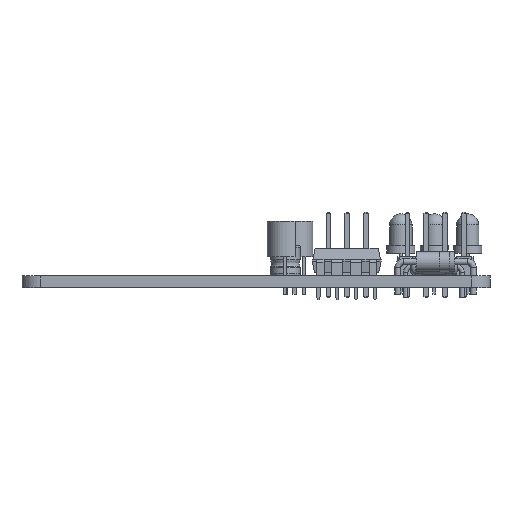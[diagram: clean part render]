
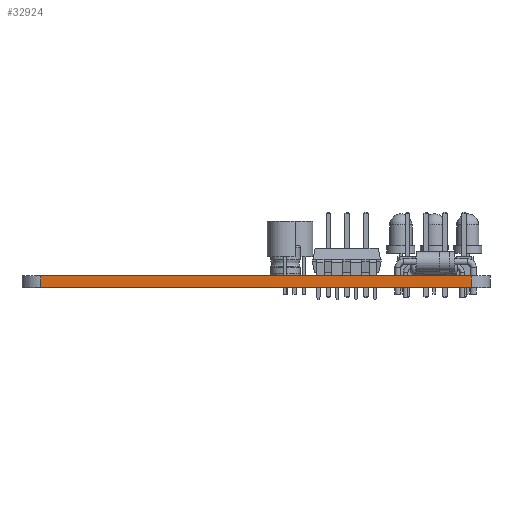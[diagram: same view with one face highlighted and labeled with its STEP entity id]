
A CAD part, left-side view. The second image highlights one B-rep face of the part: STEP entity #32924.
In plain terms, the highlighted planar face has unit normal (-1, 0, 0).
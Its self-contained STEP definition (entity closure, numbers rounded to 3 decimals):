
#32806 = EDGE_CURVE('',#32807,#32809,#32811,.T.);
#32807 = VERTEX_POINT('',#32808);
#32808 = CARTESIAN_POINT('',(108.25,-133.,0.));
#32809 = VERTEX_POINT('',#32810);
#32810 = CARTESIAN_POINT('',(108.25,-133.,1.6));
#32811 = SURFACE_CURVE('',#32812,(#32816,#32828),.PCURVE_S1.);
#32812 = LINE('',#32813,#32814);
#32813 = CARTESIAN_POINT('',(108.25,-133.,0.));
#32814 = VECTOR('',#32815,1.);
#32815 = DIRECTION('',(0.,0.,1.));
#32816 = PCURVE('',#32817,#32822);
#32817 = CYLINDRICAL_SURFACE('',#32818,2.5);
#32818 = AXIS2_PLACEMENT_3D('',#32819,#32820,#32821);
#32819 = CARTESIAN_POINT('',(110.75,-133.,0.));
#32820 = DIRECTION('',(0.,0.,-1.));
#32821 = DIRECTION('',(1.,0.,0.));
#32822 = DEFINITIONAL_REPRESENTATION('',(#32823),#32827);
#32823 = LINE('',#32824,#32825);
#32824 = CARTESIAN_POINT('',(-3.142,0.));
#32825 = VECTOR('',#32826,1.);
#32826 = DIRECTION('',(0.,-1.));
#32827 = ( GEOMETRIC_REPRESENTATION_CONTEXT(2) 
PARAMETRIC_REPRESENTATION_CONTEXT() REPRESENTATION_CONTEXT('2D SPACE',''
  ) );
#32828 = PCURVE('',#32829,#32834);
#32829 = PLANE('',#32830);
#32830 = AXIS2_PLACEMENT_3D('',#32831,#32832,#32833);
#32831 = CARTESIAN_POINT('',(108.25,-75.,0.));
#32832 = DIRECTION('',(1.,0.,0.));
#32833 = DIRECTION('',(0.,-1.,0.));
#32834 = DEFINITIONAL_REPRESENTATION('',(#32835),#32839);
#32835 = LINE('',#32836,#32837);
#32836 = CARTESIAN_POINT('',(58.,0.));
#32837 = VECTOR('',#32838,1.);
#32838 = DIRECTION('',(0.,-1.));
#32839 = ( GEOMETRIC_REPRESENTATION_CONTEXT(2) 
PARAMETRIC_REPRESENTATION_CONTEXT() REPRESENTATION_CONTEXT('2D SPACE',''
  ) );
#32858 = PLANE('',#32859);
#32859 = AXIS2_PLACEMENT_3D('',#32860,#32861,#32862);
#32860 = CARTESIAN_POINT('',(144.5,-104.,1.6));
#32861 = DIRECTION('',(0.,0.,1.));
#32862 = DIRECTION('',(1.,0.,0.));
#32913 = PLANE('',#32914);
#32914 = AXIS2_PLACEMENT_3D('',#32915,#32916,#32917);
#32915 = CARTESIAN_POINT('',(144.5,-104.,0.));
#32916 = DIRECTION('',(0.,0.,1.));
#32917 = DIRECTION('',(1.,0.,0.));
#32924 = ADVANCED_FACE('',(#32925),#32829,.F.);
#32925 = FACE_BOUND('',#32926,.F.);
#32926 = EDGE_LOOP('',(#32927,#32957,#32978,#32979));
#32927 = ORIENTED_EDGE('',*,*,#32928,.T.);
#32928 = EDGE_CURVE('',#32929,#32931,#32933,.T.);
#32929 = VERTEX_POINT('',#32930);
#32930 = CARTESIAN_POINT('',(108.25,-75.,0.));
#32931 = VERTEX_POINT('',#32932);
#32932 = CARTESIAN_POINT('',(108.25,-75.,1.6));
#32933 = SURFACE_CURVE('',#32934,(#32938,#32945),.PCURVE_S1.);
#32934 = LINE('',#32935,#32936);
#32935 = CARTESIAN_POINT('',(108.25,-75.,0.));
#32936 = VECTOR('',#32937,1.);
#32937 = DIRECTION('',(0.,0.,1.));
#32938 = PCURVE('',#32829,#32939);
#32939 = DEFINITIONAL_REPRESENTATION('',(#32940),#32944);
#32940 = LINE('',#32941,#32942);
#32941 = CARTESIAN_POINT('',(0.,0.));
#32942 = VECTOR('',#32943,1.);
#32943 = DIRECTION('',(0.,-1.));
#32944 = ( GEOMETRIC_REPRESENTATION_CONTEXT(2) 
PARAMETRIC_REPRESENTATION_CONTEXT() REPRESENTATION_CONTEXT('2D SPACE',''
  ) );
#32945 = PCURVE('',#32946,#32951);
#32946 = CYLINDRICAL_SURFACE('',#32947,2.5);
#32947 = AXIS2_PLACEMENT_3D('',#32948,#32949,#32950);
#32948 = CARTESIAN_POINT('',(110.75,-75.,0.));
#32949 = DIRECTION('',(0.,0.,-1.));
#32950 = DIRECTION('',(1.,0.,0.));
#32951 = DEFINITIONAL_REPRESENTATION('',(#32952),#32956);
#32952 = LINE('',#32953,#32954);
#32953 = CARTESIAN_POINT('',(-3.142,0.));
#32954 = VECTOR('',#32955,1.);
#32955 = DIRECTION('',(0.,-1.));
#32956 = ( GEOMETRIC_REPRESENTATION_CONTEXT(2) 
PARAMETRIC_REPRESENTATION_CONTEXT() REPRESENTATION_CONTEXT('2D SPACE',''
  ) );
#32957 = ORIENTED_EDGE('',*,*,#32958,.T.);
#32958 = EDGE_CURVE('',#32931,#32809,#32959,.T.);
#32959 = SURFACE_CURVE('',#32960,(#32964,#32971),.PCURVE_S1.);
#32960 = LINE('',#32961,#32962);
#32961 = CARTESIAN_POINT('',(108.25,-75.,1.6));
#32962 = VECTOR('',#32963,1.);
#32963 = DIRECTION('',(0.,-1.,0.));
#32964 = PCURVE('',#32829,#32965);
#32965 = DEFINITIONAL_REPRESENTATION('',(#32966),#32970);
#32966 = LINE('',#32967,#32968);
#32967 = CARTESIAN_POINT('',(0.,-1.6));
#32968 = VECTOR('',#32969,1.);
#32969 = DIRECTION('',(1.,0.));
#32970 = ( GEOMETRIC_REPRESENTATION_CONTEXT(2) 
PARAMETRIC_REPRESENTATION_CONTEXT() REPRESENTATION_CONTEXT('2D SPACE',''
  ) );
#32971 = PCURVE('',#32858,#32972);
#32972 = DEFINITIONAL_REPRESENTATION('',(#32973),#32977);
#32973 = LINE('',#32974,#32975);
#32974 = CARTESIAN_POINT('',(-36.25,29.));
#32975 = VECTOR('',#32976,1.);
#32976 = DIRECTION('',(0.,-1.));
#32977 = ( GEOMETRIC_REPRESENTATION_CONTEXT(2) 
PARAMETRIC_REPRESENTATION_CONTEXT() REPRESENTATION_CONTEXT('2D SPACE',''
  ) );
#32978 = ORIENTED_EDGE('',*,*,#32806,.F.);
#32979 = ORIENTED_EDGE('',*,*,#32980,.F.);
#32980 = EDGE_CURVE('',#32929,#32807,#32981,.T.);
#32981 = SURFACE_CURVE('',#32982,(#32986,#32993),.PCURVE_S1.);
#32982 = LINE('',#32983,#32984);
#32983 = CARTESIAN_POINT('',(108.25,-75.,0.));
#32984 = VECTOR('',#32985,1.);
#32985 = DIRECTION('',(0.,-1.,0.));
#32986 = PCURVE('',#32829,#32987);
#32987 = DEFINITIONAL_REPRESENTATION('',(#32988),#32992);
#32988 = LINE('',#32989,#32990);
#32989 = CARTESIAN_POINT('',(0.,0.));
#32990 = VECTOR('',#32991,1.);
#32991 = DIRECTION('',(1.,0.));
#32992 = ( GEOMETRIC_REPRESENTATION_CONTEXT(2) 
PARAMETRIC_REPRESENTATION_CONTEXT() REPRESENTATION_CONTEXT('2D SPACE',''
  ) );
#32993 = PCURVE('',#32913,#32994);
#32994 = DEFINITIONAL_REPRESENTATION('',(#32995),#32999);
#32995 = LINE('',#32996,#32997);
#32996 = CARTESIAN_POINT('',(-36.25,29.));
#32997 = VECTOR('',#32998,1.);
#32998 = DIRECTION('',(0.,-1.));
#32999 = ( GEOMETRIC_REPRESENTATION_CONTEXT(2) 
PARAMETRIC_REPRESENTATION_CONTEXT() REPRESENTATION_CONTEXT('2D SPACE',''
  ) );
